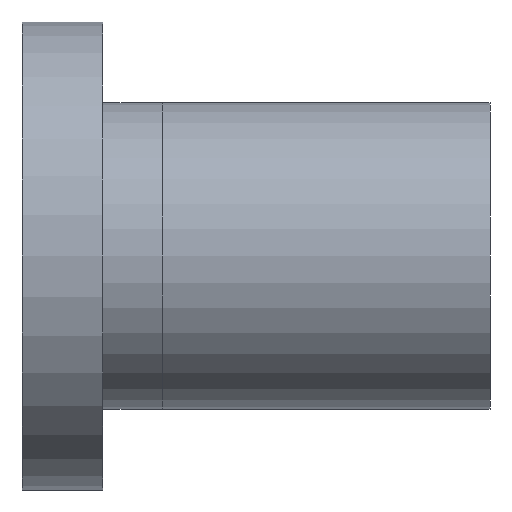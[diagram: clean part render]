
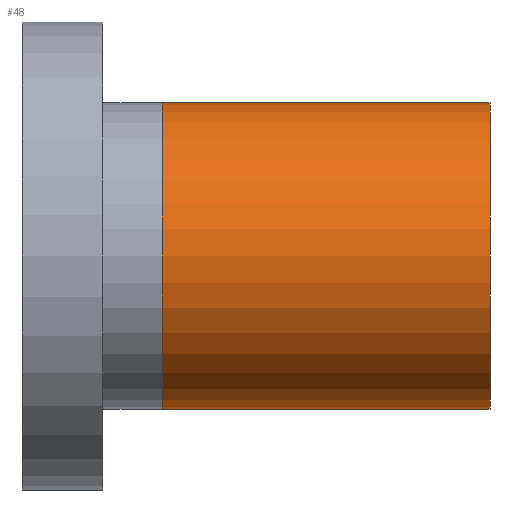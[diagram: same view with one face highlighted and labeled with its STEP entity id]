
A CAD part, front view. The second image highlights one B-rep face of the part: STEP entity #48.
In plain terms, the highlighted cylindrical face has radius 36 mm (diameter 72 mm), a partial arc.
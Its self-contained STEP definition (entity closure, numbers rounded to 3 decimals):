
#48 = ADVANCED_FACE ( 'NONE', ( #667 ), #107, .T. ) ;
#63 = DIRECTION ( 'NONE',  ( -1., 0., 0. ) ) ;
#68 = AXIS2_PLACEMENT_3D ( 'NONE', #777, #652, #784 ) ;
#69 = VECTOR ( 'NONE', #532, 1000. ) ;
#90 = EDGE_CURVE ( 'NONE', #192, #491, #473, .T. ) ;
#107 = CYLINDRICAL_SURFACE ( 'NONE', #68, 36. ) ;
#115 = CIRCLE ( 'NONE', #688, 36. ) ;
#172 = VERTEX_POINT ( 'NONE', #290 ) ;
#185 = ORIENTED_EDGE ( 'NONE', *, *, #90, .F. ) ;
#192 = VERTEX_POINT ( 'NONE', #538 ) ;
#199 = CARTESIAN_POINT ( 'NONE',  ( 93.788, 0., 36. ) ) ;
#220 = CARTESIAN_POINT ( 'NONE',  ( 16.788, 0., 0. ) ) ;
#233 = EDGE_LOOP ( 'NONE', ( #185, #690, #512, #539 ) ) ;
#241 = CIRCLE ( 'NONE', #697, 36. ) ;
#264 = EDGE_CURVE ( 'NONE', #192, #611, #241, .T. ) ;
#284 = LINE ( 'NONE', #293, #69 ) ;
#290 = CARTESIAN_POINT ( 'NONE',  ( 16.788, 0., 36. ) ) ;
#293 = CARTESIAN_POINT ( 'NONE',  ( -151.697, 0., 36. ) ) ;
#307 = DIRECTION ( 'NONE',  ( -1., 0., 0. ) ) ;
#326 = CARTESIAN_POINT ( 'NONE',  ( 93.788, 0., 0. ) ) ;
#401 = DIRECTION ( 'NONE',  ( 0., 0., 1. ) ) ;
#473 = LINE ( 'NONE', #534, #776 ) ;
#491 = VERTEX_POINT ( 'NONE', #633 ) ;
#512 = ORIENTED_EDGE ( 'NONE', *, *, #554, .T. ) ;
#532 = DIRECTION ( 'NONE',  ( -1., 0., 0. ) ) ;
#534 = CARTESIAN_POINT ( 'NONE',  ( -151.697, 0., -36. ) ) ;
#538 = CARTESIAN_POINT ( 'NONE',  ( 93.788, 0., -36. ) ) ;
#539 = ORIENTED_EDGE ( 'NONE', *, *, #737, .F. ) ;
#550 = DIRECTION ( 'NONE',  ( 0., 0., 1. ) ) ;
#554 = EDGE_CURVE ( 'NONE', #611, #172, #284, .T. ) ;
#592 = DIRECTION ( 'NONE',  ( -1., 0., 0. ) ) ;
#611 = VERTEX_POINT ( 'NONE', #199 ) ;
#633 = CARTESIAN_POINT ( 'NONE',  ( 16.788, 0., -36. ) ) ;
#652 = DIRECTION ( 'NONE',  ( -1., 0., 0. ) ) ;
#667 = FACE_OUTER_BOUND ( 'NONE', #233, .T. ) ;
#688 = AXIS2_PLACEMENT_3D ( 'NONE', #220, #592, #401 ) ;
#690 = ORIENTED_EDGE ( 'NONE', *, *, #264, .T. ) ;
#697 = AXIS2_PLACEMENT_3D ( 'NONE', #326, #63, #550 ) ;
#737 = EDGE_CURVE ( 'NONE', #491, #172, #115, .T. ) ;
#776 = VECTOR ( 'NONE', #307, 1000. ) ;
#777 = CARTESIAN_POINT ( 'NONE',  ( -151.697, 0., 0. ) ) ;
#784 = DIRECTION ( 'NONE',  ( 0., 0., 1. ) ) ;
